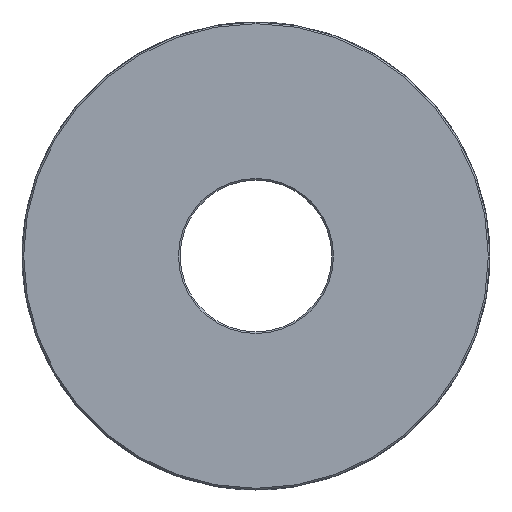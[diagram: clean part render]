
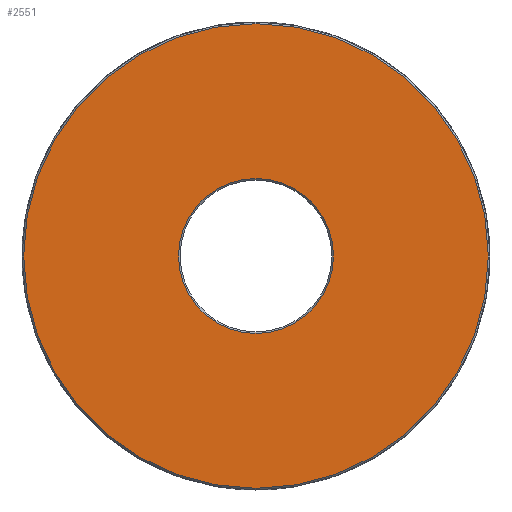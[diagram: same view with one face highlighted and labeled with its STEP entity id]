
A CAD part, left-side view. The second image highlights one B-rep face of the part: STEP entity #2551.
In plain terms, the highlighted planar face has unit normal (-1, 0, 0).
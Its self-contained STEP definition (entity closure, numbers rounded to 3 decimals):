
#1192 = VERTEX_POINT ( 'NONE', #5887 ) ;
#1193 = VERTEX_POINT ( 'NONE', #5888 ) ;
#1194 = VERTEX_POINT ( 'NONE', #5889 ) ;
#1195 = VERTEX_POINT ( 'NONE', #5890 ) ;
#2551 = ADVANCED_FACE ( 'NONE', ( #8290, #8293 ), #8053, .T. ) ;
#2817 = EDGE_CURVE ( 'NONE', #1192, #1193, #8713, .T. ) ;
#2845 = EDGE_CURVE ( 'NONE', #1194, #1195, #8755, .T. ) ;
#2901 = EDGE_CURVE ( 'NONE', #1195, #1194, #8808, .T. ) ;
#2903 = EDGE_CURVE ( 'NONE', #1193, #1192, #8811, .T. ) ;
#3074 = ORIENTED_EDGE ( 'NONE', *, *, #2845, .F. ) ;
#3075 = ORIENTED_EDGE ( 'NONE', *, *, #2901, .F. ) ;
#3076 = ORIENTED_EDGE ( 'NONE', *, *, #2903, .F. ) ;
#3077 = ORIENTED_EDGE ( 'NONE', *, *, #2817, .F. ) ;
#4426 = EDGE_LOOP ( 'NONE', ( #3076, #3077 ) ) ;
#4429 = EDGE_LOOP ( 'NONE', ( #3074, #3075 ) ) ;
#5887 = CARTESIAN_POINT ( 'NONE',  ( -61.5, 0., 17.881 ) ) ;
#5888 = CARTESIAN_POINT ( 'NONE',  ( -61.5, 0., -17.881 ) ) ;
#5889 = CARTESIAN_POINT ( 'NONE',  ( -61.5, 0., 53.619 ) ) ;
#5890 = CARTESIAN_POINT ( 'NONE',  ( -61.5, 0., -53.619 ) ) ;
#6745 = AXIS2_PLACEMENT_3D ( 'NONE', #8052, #8055, #8056 ) ;
#8052 = CARTESIAN_POINT ( 'NONE',  ( -61.5, 0., 0. ) ) ;
#8053 = PLANE ( 'NONE',  #6745 ) ;
#8055 = DIRECTION ( 'NONE',  ( -1., 0., 0. ) ) ;
#8056 = DIRECTION ( 'NONE',  ( 0., 0., -1. ) ) ;
#8290 = FACE_OUTER_BOUND ( 'NONE', #4429, .T. ) ;
#8293 = FACE_BOUND ( 'NONE', #4426, .T. ) ;
#8713 = CIRCLE ( 'NONE', #9640, 17.881 ) ;
#8755 = CIRCLE ( 'NONE', #9654, 53.619 ) ;
#8808 = CIRCLE ( 'NONE', #9685, 53.619 ) ;
#8811 = CIRCLE ( 'NONE', #9686, 17.881 ) ;
#9640 = AXIS2_PLACEMENT_3D ( 'NONE', #10228, #10229, #10230 ) ;
#9654 = AXIS2_PLACEMENT_3D ( 'NONE', #10302, #10304, #10305 ) ;
#9685 = AXIS2_PLACEMENT_3D ( 'NONE', #10667, #10668, #10669 ) ;
#9686 = AXIS2_PLACEMENT_3D ( 'NONE', #10673, #10674, #10675 ) ;
#10228 = CARTESIAN_POINT ( 'NONE',  ( -61.5, 0., 0. ) ) ;
#10229 = DIRECTION ( 'NONE',  ( -1., 0., 0. ) ) ;
#10230 = DIRECTION ( 'NONE',  ( 0., 0., -1. ) ) ;
#10302 = CARTESIAN_POINT ( 'NONE',  ( -61.5, 0., 0. ) ) ;
#10304 = DIRECTION ( 'NONE',  ( 1., 0., 0. ) ) ;
#10305 = DIRECTION ( 'NONE',  ( 0., 0., -1. ) ) ;
#10667 = CARTESIAN_POINT ( 'NONE',  ( -61.5, 0., 0. ) ) ;
#10668 = DIRECTION ( 'NONE',  ( 1., 0., 0. ) ) ;
#10669 = DIRECTION ( 'NONE',  ( 0., 0., -1. ) ) ;
#10673 = CARTESIAN_POINT ( 'NONE',  ( -61.5, 0., 0. ) ) ;
#10674 = DIRECTION ( 'NONE',  ( -1., 0., 0. ) ) ;
#10675 = DIRECTION ( 'NONE',  ( 0., 0., -1. ) ) ;
